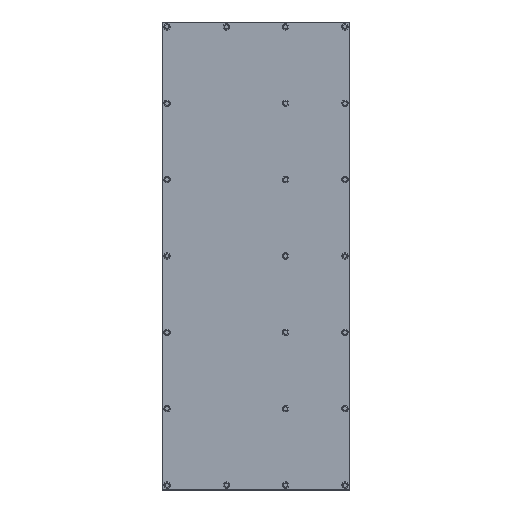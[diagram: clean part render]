
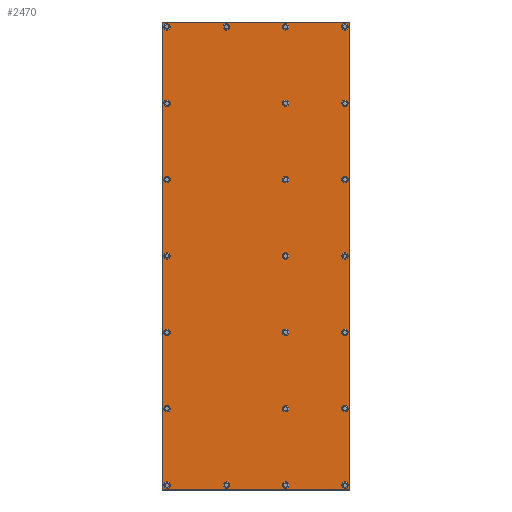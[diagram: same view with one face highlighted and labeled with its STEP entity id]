
A CAD part, top view. The second image highlights one B-rep face of the part: STEP entity #2470.
In plain terms, the highlighted planar face has unit normal (0, 0, 1).
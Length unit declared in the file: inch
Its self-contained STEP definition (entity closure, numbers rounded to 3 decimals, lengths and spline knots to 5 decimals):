
#193=LINE('',#3743,#322);
#197=LINE('',#3751,#326);
#200=LINE('',#3757,#329);
#203=LINE('',#3762,#332);
#322=VECTOR('',#3016,48.);
#326=VECTOR('',#3022,19.25);
#329=VECTOR('',#3027,48.);
#332=VECTOR('',#3032,19.25);
#455=PLANE('',#2655);
#541=FACE_BOUND('',#847,.T.);
#542=FACE_BOUND('',#848,.T.);
#543=FACE_BOUND('',#849,.T.);
#544=FACE_BOUND('',#850,.T.);
#545=FACE_BOUND('',#851,.T.);
#546=FACE_BOUND('',#852,.T.);
#547=FACE_BOUND('',#853,.T.);
#548=FACE_BOUND('',#854,.T.);
#549=FACE_BOUND('',#855,.T.);
#550=FACE_BOUND('',#856,.T.);
#551=FACE_BOUND('',#857,.T.);
#552=FACE_BOUND('',#858,.T.);
#553=FACE_BOUND('',#859,.T.);
#554=FACE_BOUND('',#860,.T.);
#555=FACE_BOUND('',#861,.T.);
#556=FACE_BOUND('',#862,.T.);
#557=FACE_BOUND('',#863,.T.);
#558=FACE_BOUND('',#864,.T.);
#687=FACE_OUTER_BOUND('',#846,.T.);
#846=EDGE_LOOP('',(#1776,#1777,#1778,#1779));
#847=EDGE_LOOP('',(#1780));
#848=EDGE_LOOP('',(#1781));
#849=EDGE_LOOP('',(#1782));
#850=EDGE_LOOP('',(#1783));
#851=EDGE_LOOP('',(#1784));
#852=EDGE_LOOP('',(#1785));
#853=EDGE_LOOP('',(#1786));
#854=EDGE_LOOP('',(#1787));
#855=EDGE_LOOP('',(#1788));
#856=EDGE_LOOP('',(#1789));
#857=EDGE_LOOP('',(#1790));
#858=EDGE_LOOP('',(#1791));
#859=EDGE_LOOP('',(#1792));
#860=EDGE_LOOP('',(#1793));
#861=EDGE_LOOP('',(#1794));
#862=EDGE_LOOP('',(#1795));
#863=EDGE_LOOP('',(#1796));
#864=EDGE_LOOP('',(#1797));
#1089=CIRCLE('',#2598,0.14063);
#1091=CIRCLE('',#2601,0.14063);
#1093=CIRCLE('',#2604,0.14063);
#1095=CIRCLE('',#2607,0.14063);
#1097=CIRCLE('',#2610,0.14063);
#1099=CIRCLE('',#2613,0.14063);
#1101=CIRCLE('',#2616,0.14063);
#1103=CIRCLE('',#2619,0.14063);
#1105=CIRCLE('',#2622,0.14063);
#1107=CIRCLE('',#2625,0.14063);
#1109=CIRCLE('',#2628,0.14063);
#1111=CIRCLE('',#2631,0.14063);
#1113=CIRCLE('',#2634,0.14063);
#1115=CIRCLE('',#2637,0.14063);
#1117=CIRCLE('',#2640,0.14063);
#1119=CIRCLE('',#2643,0.14063);
#1121=CIRCLE('',#2646,0.14063);
#1123=CIRCLE('',#2649,0.14063);
#1219=VERTEX_POINT('',#3651);
#1221=VERTEX_POINT('',#3656);
#1223=VERTEX_POINT('',#3661);
#1225=VERTEX_POINT('',#3666);
#1227=VERTEX_POINT('',#3671);
#1229=VERTEX_POINT('',#3676);
#1231=VERTEX_POINT('',#3681);
#1233=VERTEX_POINT('',#3686);
#1235=VERTEX_POINT('',#3691);
#1237=VERTEX_POINT('',#3696);
#1239=VERTEX_POINT('',#3701);
#1241=VERTEX_POINT('',#3706);
#1243=VERTEX_POINT('',#3711);
#1245=VERTEX_POINT('',#3716);
#1247=VERTEX_POINT('',#3721);
#1249=VERTEX_POINT('',#3726);
#1251=VERTEX_POINT('',#3731);
#1253=VERTEX_POINT('',#3736);
#1255=VERTEX_POINT('',#3741);
#1256=VERTEX_POINT('',#3742);
#1259=VERTEX_POINT('',#3750);
#1261=VERTEX_POINT('',#3756);
#1439=EDGE_CURVE('',#1219,#1219,#1089,.T.);
#1441=EDGE_CURVE('',#1221,#1221,#1091,.T.);
#1443=EDGE_CURVE('',#1223,#1223,#1093,.T.);
#1445=EDGE_CURVE('',#1225,#1225,#1095,.T.);
#1447=EDGE_CURVE('',#1227,#1227,#1097,.T.);
#1449=EDGE_CURVE('',#1229,#1229,#1099,.T.);
#1451=EDGE_CURVE('',#1231,#1231,#1101,.T.);
#1453=EDGE_CURVE('',#1233,#1233,#1103,.T.);
#1455=EDGE_CURVE('',#1235,#1235,#1105,.T.);
#1457=EDGE_CURVE('',#1237,#1237,#1107,.T.);
#1459=EDGE_CURVE('',#1239,#1239,#1109,.T.);
#1461=EDGE_CURVE('',#1241,#1241,#1111,.T.);
#1463=EDGE_CURVE('',#1243,#1243,#1113,.T.);
#1465=EDGE_CURVE('',#1245,#1245,#1115,.T.);
#1467=EDGE_CURVE('',#1247,#1247,#1117,.T.);
#1469=EDGE_CURVE('',#1249,#1249,#1119,.T.);
#1471=EDGE_CURVE('',#1251,#1251,#1121,.T.);
#1473=EDGE_CURVE('',#1253,#1253,#1123,.T.);
#1475=EDGE_CURVE('',#1255,#1256,#193,.T.);
#1479=EDGE_CURVE('',#1256,#1259,#197,.T.);
#1482=EDGE_CURVE('',#1259,#1261,#200,.T.);
#1485=EDGE_CURVE('',#1261,#1255,#203,.T.);
#1776=ORIENTED_EDGE('',*,*,#1475,.F.);
#1777=ORIENTED_EDGE('',*,*,#1485,.F.);
#1778=ORIENTED_EDGE('',*,*,#1482,.F.);
#1779=ORIENTED_EDGE('',*,*,#1479,.F.);
#1780=ORIENTED_EDGE('',*,*,#1439,.T.);
#1781=ORIENTED_EDGE('',*,*,#1441,.T.);
#1782=ORIENTED_EDGE('',*,*,#1443,.T.);
#1783=ORIENTED_EDGE('',*,*,#1445,.T.);
#1784=ORIENTED_EDGE('',*,*,#1447,.T.);
#1785=ORIENTED_EDGE('',*,*,#1449,.T.);
#1786=ORIENTED_EDGE('',*,*,#1451,.T.);
#1787=ORIENTED_EDGE('',*,*,#1453,.T.);
#1788=ORIENTED_EDGE('',*,*,#1455,.T.);
#1789=ORIENTED_EDGE('',*,*,#1457,.T.);
#1790=ORIENTED_EDGE('',*,*,#1459,.T.);
#1791=ORIENTED_EDGE('',*,*,#1461,.T.);
#1792=ORIENTED_EDGE('',*,*,#1463,.T.);
#1793=ORIENTED_EDGE('',*,*,#1465,.T.);
#1794=ORIENTED_EDGE('',*,*,#1467,.T.);
#1795=ORIENTED_EDGE('',*,*,#1469,.T.);
#1796=ORIENTED_EDGE('',*,*,#1471,.T.);
#1797=ORIENTED_EDGE('',*,*,#1473,.T.);
#2470=ADVANCED_FACE('',(#687,#541,#542,#543,#544,#545,#546,#547,#548,#549,
#550,#551,#552,#553,#554,#555,#556,#557,#558),#455,.T.);
#2598=AXIS2_PLACEMENT_3D('',#3652,#2908,#2909);
#2601=AXIS2_PLACEMENT_3D('',#3657,#2914,#2915);
#2604=AXIS2_PLACEMENT_3D('',#3662,#2920,#2921);
#2607=AXIS2_PLACEMENT_3D('',#3667,#2926,#2927);
#2610=AXIS2_PLACEMENT_3D('',#3672,#2932,#2933);
#2613=AXIS2_PLACEMENT_3D('',#3677,#2938,#2939);
#2616=AXIS2_PLACEMENT_3D('',#3682,#2944,#2945);
#2619=AXIS2_PLACEMENT_3D('',#3687,#2950,#2951);
#2622=AXIS2_PLACEMENT_3D('',#3692,#2956,#2957);
#2625=AXIS2_PLACEMENT_3D('',#3697,#2962,#2963);
#2628=AXIS2_PLACEMENT_3D('',#3702,#2968,#2969);
#2631=AXIS2_PLACEMENT_3D('',#3707,#2974,#2975);
#2634=AXIS2_PLACEMENT_3D('',#3712,#2980,#2981);
#2637=AXIS2_PLACEMENT_3D('',#3717,#2986,#2987);
#2640=AXIS2_PLACEMENT_3D('',#3722,#2992,#2993);
#2643=AXIS2_PLACEMENT_3D('',#3727,#2998,#2999);
#2646=AXIS2_PLACEMENT_3D('',#3732,#3004,#3005);
#2649=AXIS2_PLACEMENT_3D('',#3737,#3010,#3011);
#2655=AXIS2_PLACEMENT_3D('',#3764,#3034,#3035);
#2908=DIRECTION('center_axis',(0.,0.,-1.));
#2909=DIRECTION('ref_axis',(1.,0.,0.));
#2914=DIRECTION('center_axis',(0.,0.,-1.));
#2915=DIRECTION('ref_axis',(1.,0.,0.));
#2920=DIRECTION('center_axis',(0.,0.,-1.));
#2921=DIRECTION('ref_axis',(1.,0.,0.));
#2926=DIRECTION('center_axis',(0.,0.,-1.));
#2927=DIRECTION('ref_axis',(1.,0.,0.));
#2932=DIRECTION('center_axis',(0.,0.,-1.));
#2933=DIRECTION('ref_axis',(1.,0.,0.));
#2938=DIRECTION('center_axis',(0.,0.,-1.));
#2939=DIRECTION('ref_axis',(1.,0.,0.));
#2944=DIRECTION('center_axis',(0.,0.,-1.));
#2945=DIRECTION('ref_axis',(1.,0.,0.));
#2950=DIRECTION('center_axis',(0.,0.,-1.));
#2951=DIRECTION('ref_axis',(1.,0.,0.));
#2956=DIRECTION('center_axis',(0.,0.,-1.));
#2957=DIRECTION('ref_axis',(1.,0.,0.));
#2962=DIRECTION('center_axis',(0.,0.,-1.));
#2963=DIRECTION('ref_axis',(1.,0.,0.));
#2968=DIRECTION('center_axis',(0.,0.,-1.));
#2969=DIRECTION('ref_axis',(1.,0.,0.));
#2974=DIRECTION('center_axis',(0.,0.,-1.));
#2975=DIRECTION('ref_axis',(1.,0.,0.));
#2980=DIRECTION('center_axis',(0.,0.,-1.));
#2981=DIRECTION('ref_axis',(1.,0.,0.));
#2986=DIRECTION('center_axis',(0.,0.,-1.));
#2987=DIRECTION('ref_axis',(1.,0.,0.));
#2992=DIRECTION('center_axis',(0.,0.,-1.));
#2993=DIRECTION('ref_axis',(1.,0.,0.));
#2998=DIRECTION('center_axis',(0.,0.,-1.));
#2999=DIRECTION('ref_axis',(1.,0.,0.));
#3004=DIRECTION('center_axis',(0.,0.,-1.));
#3005=DIRECTION('ref_axis',(1.,0.,0.));
#3010=DIRECTION('center_axis',(0.,0.,-1.));
#3011=DIRECTION('ref_axis',(1.,0.,0.));
#3016=DIRECTION('',(0.,-1.,0.));
#3022=DIRECTION('',(-1.,0.,0.));
#3027=DIRECTION('',(0.,1.,0.));
#3032=DIRECTION('',(1.,0.,0.));
#3034=DIRECTION('center_axis',(0.,0.,1.));
#3035=DIRECTION('ref_axis',(1.,0.,0.));
#3651=CARTESIAN_POINT('',(9.26563,-23.5,0.125));
#3652=CARTESIAN_POINT('Origin',(9.125,-23.5,0.125));
#3656=CARTESIAN_POINT('',(3.18229,-23.5,0.125));
#3657=CARTESIAN_POINT('Origin',(3.04167,-23.5,0.125));
#3661=CARTESIAN_POINT('',(-2.90104,-23.5,0.125));
#3662=CARTESIAN_POINT('Origin',(-3.04167,-23.5,0.125));
#3666=CARTESIAN_POINT('',(-8.98438,-23.5,0.125));
#3667=CARTESIAN_POINT('Origin',(-9.125,-23.5,0.125));
#3671=CARTESIAN_POINT('',(9.26563,-15.66667,0.125));
#3672=CARTESIAN_POINT('Origin',(9.125,-15.66667,0.125));
#3676=CARTESIAN_POINT('',(-8.98438,-15.66667,0.125));
#3677=CARTESIAN_POINT('Origin',(-9.125,-15.66667,0.125));
#3681=CARTESIAN_POINT('',(9.26563,-7.83333,0.125));
#3682=CARTESIAN_POINT('Origin',(9.125,-7.83333,0.125));
#3686=CARTESIAN_POINT('',(-8.98438,-7.83333,0.125));
#3687=CARTESIAN_POINT('Origin',(-9.125,-7.83333,0.125));
#3691=CARTESIAN_POINT('',(9.26563,0.,0.125));
#3692=CARTESIAN_POINT('Origin',(9.125,0.,0.125));
#3696=CARTESIAN_POINT('',(-8.98438,0.,0.125));
#3697=CARTESIAN_POINT('Origin',(-9.125,0.,0.125));
#3701=CARTESIAN_POINT('',(9.26563,7.83333,0.125));
#3702=CARTESIAN_POINT('Origin',(9.125,7.83333,0.125));
#3706=CARTESIAN_POINT('',(-8.98438,7.83333,0.125));
#3707=CARTESIAN_POINT('Origin',(-9.125,7.83333,0.125));
#3711=CARTESIAN_POINT('',(9.26562,15.66667,0.125));
#3712=CARTESIAN_POINT('Origin',(9.125,15.66667,0.125));
#3716=CARTESIAN_POINT('',(-8.98438,15.66667,0.125));
#3717=CARTESIAN_POINT('Origin',(-9.125,15.66667,0.125));
#3721=CARTESIAN_POINT('',(9.26562,23.5,0.125));
#3722=CARTESIAN_POINT('Origin',(9.125,23.5,0.125));
#3726=CARTESIAN_POINT('',(3.18229,23.5,0.125));
#3727=CARTESIAN_POINT('Origin',(3.04167,23.5,0.125));
#3731=CARTESIAN_POINT('',(-2.90104,23.5,0.125));
#3732=CARTESIAN_POINT('Origin',(-3.04167,23.5,0.125));
#3736=CARTESIAN_POINT('',(-8.98438,23.5,0.125));
#3737=CARTESIAN_POINT('Origin',(-9.125,23.5,0.125));
#3741=CARTESIAN_POINT('',(9.625,24.,0.125));
#3742=CARTESIAN_POINT('',(9.625,-24.,0.125));
#3743=CARTESIAN_POINT('',(9.625,24.,0.125));
#3750=CARTESIAN_POINT('',(-9.625,-24.,0.125));
#3751=CARTESIAN_POINT('',(9.625,-24.,0.125));
#3756=CARTESIAN_POINT('',(-9.625,24.,0.125));
#3757=CARTESIAN_POINT('',(-9.625,-24.,0.125));
#3762=CARTESIAN_POINT('',(-9.625,24.,0.125));
#3764=CARTESIAN_POINT('Origin',(0.,0.,
0.125));
